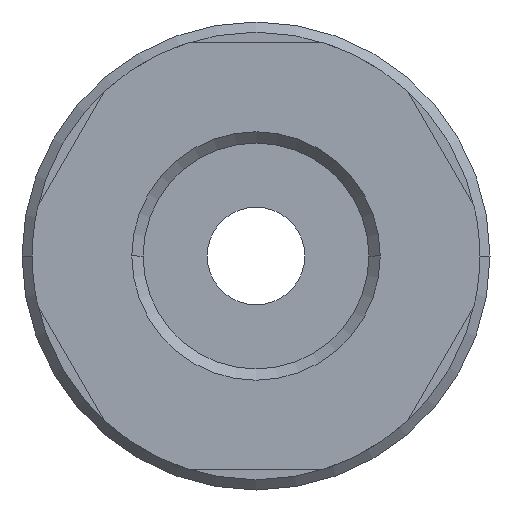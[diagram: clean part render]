
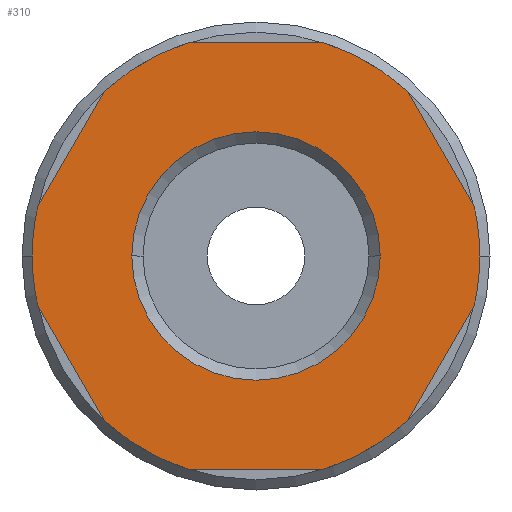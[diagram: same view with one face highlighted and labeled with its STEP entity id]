
A CAD part, front view. The second image highlights one B-rep face of the part: STEP entity #310.
In plain terms, the highlighted planar face has unit normal (0, -1, 0).
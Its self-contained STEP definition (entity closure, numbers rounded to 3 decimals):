
#310=ADVANCED_FACE('',(#639,#640),#641,.T.);
#639=FACE_BOUND('',#978,.T.);
#640=FACE_OUTER_BOUND('',#979,.T.);
#641=PLANE('',#980);
#978=EDGE_LOOP('',(#1771,#1772));
#979=EDGE_LOOP('',(#1773,#1774,#1775,#1776,#1777,#1778,#1779,#1780,#1781,#1782,#1783,#1784,#1785,#1786));
#980=AXIS2_PLACEMENT_3D('',#1787,#1788,#1789);
#1771=ORIENTED_EDGE('',*,*,#1912,.T.);
#1772=ORIENTED_EDGE('',*,*,#2132,.T.);
#1773=ORIENTED_EDGE('',*,*,#2096,.T.);
#1774=ORIENTED_EDGE('',*,*,#1969,.F.);
#1775=ORIENTED_EDGE('',*,*,#2037,.T.);
#1776=ORIENTED_EDGE('',*,*,#1992,.F.);
#1777=ORIENTED_EDGE('',*,*,#2153,.T.);
#1778=ORIENTED_EDGE('',*,*,#2221,.F.);
#1779=ORIENTED_EDGE('',*,*,#1919,.F.);
#1780=ORIENTED_EDGE('',*,*,#2150,.T.);
#1781=ORIENTED_EDGE('',*,*,#1943,.F.);
#1782=ORIENTED_EDGE('',*,*,#2194,.T.);
#1783=ORIENTED_EDGE('',*,*,#2223,.F.);
#1784=ORIENTED_EDGE('',*,*,#2178,.T.);
#1785=ORIENTED_EDGE('',*,*,#2224,.F.);
#1786=ORIENTED_EDGE('',*,*,#2219,.F.);
#1787=CARTESIAN_POINT('',(5.5,0.0,0.0));
#1788=DIRECTION('',(-0.0,-1.0,-0.0));
#1789=DIRECTION('',(-1.0,0.0,0.0));
#1912=EDGE_CURVE('',#2248,#2246,#2249,.T.);
#1919=EDGE_CURVE('',#2259,#2254,#2261,.T.);
#1943=EDGE_CURVE('',#2298,#2293,#2300,.T.);
#1969=EDGE_CURVE('',#2343,#2338,#2345,.T.);
#1992=EDGE_CURVE('',#2383,#2378,#2385,.T.);
#2037=EDGE_CURVE('',#2343,#2378,#2454,.T.);
#2096=EDGE_CURVE('',#2533,#2338,#2534,.T.);
#2132=EDGE_CURVE('',#2246,#2248,#2581,.T.);
#2150=EDGE_CURVE('',#2259,#2293,#2608,.T.);
#2153=EDGE_CURVE('',#2383,#2610,#2612,.T.);
#2178=EDGE_CURVE('',#2639,#2637,#2640,.T.);
#2194=EDGE_CURVE('',#2298,#2657,#2659,.T.);
#2219=EDGE_CURVE('',#2533,#2687,#2689,.T.);
#2221=EDGE_CURVE('',#2254,#2610,#2691,.T.);
#2223=EDGE_CURVE('',#2639,#2657,#2693,.T.);
#2224=EDGE_CURVE('',#2687,#2637,#2694,.T.);
#2246=VERTEX_POINT('',#2716);
#2248=VERTEX_POINT('',#2719);
#2249=CIRCLE('',#2720,6.105);
#2254=VERTEX_POINT('',#2726);
#2259=VERTEX_POINT('',#2732);
#2261=CIRCLE('',#2735,11.0);
#2293=VERTEX_POINT('',#2783);
#2298=VERTEX_POINT('',#2789);
#2300=CIRCLE('',#2792,11.0);
#2338=VERTEX_POINT('',#2877);
#2343=VERTEX_POINT('',#2883);
#2345=CIRCLE('',#2886,11.0);
#2378=VERTEX_POINT('',#2923);
#2383=VERTEX_POINT('',#2929);
#2385=CIRCLE('',#2932,11.0);
#2454=LINE('',#3057,#3058);
#2533=VERTEX_POINT('',#3266);
#2534=LINE('',#3267,#3268);
#2581=CIRCLE('',#3325,6.105);
#2608=LINE('',#3358,#3359);
#2610=VERTEX_POINT('',#3361);
#2612=LINE('',#3364,#3365);
#2637=VERTEX_POINT('',#3416);
#2639=VERTEX_POINT('',#3419);
#2640=LINE('',#3420,#3421);
#2657=VERTEX_POINT('',#3452);
#2659=LINE('',#3455,#3456);
#2687=VERTEX_POINT('',#3501);
#2689=CIRCLE('',#3504,11.0);
#2691=CIRCLE('',#3506,11.0);
#2693=CIRCLE('',#3508,11.0);
#2694=CIRCLE('',#3509,11.0);
#2716=CARTESIAN_POINT('',(6.105,0.0,0.));
#2719=CARTESIAN_POINT('',(-6.105,0.0,0.));
#2720=AXIS2_PLACEMENT_3D('',#3541,#3542,#3543);
#2726=CARTESIAN_POINT('',(11.0,0.0,0.));
#2732=CARTESIAN_POINT('',(10.733,0.0,2.411));
#2735=AXIS2_PLACEMENT_3D('',#3553,#3554,#3555);
#2783=CARTESIAN_POINT('',(7.454,0.0,8.089));
#2789=CARTESIAN_POINT('',(3.279,0.0,10.5));
#2792=AXIS2_PLACEMENT_3D('',#3590,#3591,#3592);
#2877=CARTESIAN_POINT('',(-7.454,0.0,-8.089));
#2883=CARTESIAN_POINT('',(-3.279,0.0,-10.5));
#2886=AXIS2_PLACEMENT_3D('',#3628,#3629,#3630);
#2923=CARTESIAN_POINT('',(3.279,0.0,-10.5));
#2929=CARTESIAN_POINT('',(7.454,0.0,-8.089));
#2932=AXIS2_PLACEMENT_3D('',#3673,#3674,#3675);
#3057=CARTESIAN_POINT('',(2.75,0.0,-10.5));
#3058=VECTOR('',#3739,1.0);
#3266=CARTESIAN_POINT('',(-10.733,0.0,-2.411));
#3267=CARTESIAN_POINT('',(-8.406,0.0,-6.441));
#3268=VECTOR('',#3792,1.0);
#3325=AXIS2_PLACEMENT_3D('',#3851,#3852,#3853);
#3358=CARTESIAN_POINT('',(9.781,0.0,4.059));
#3359=VECTOR('',#3881,1.0);
#3361=CARTESIAN_POINT('',(10.733,0.0,-2.411));
#3364=CARTESIAN_POINT('',(9.781,0.0,-4.059));
#3365=VECTOR('',#3883,1.0);
#3416=CARTESIAN_POINT('',(-10.733,0.0,2.411));
#3419=CARTESIAN_POINT('',(-7.454,0.0,8.089));
#3420=CARTESIAN_POINT('',(-8.406,0.0,6.441));
#3421=VECTOR('',#3910,1.0);
#3452=CARTESIAN_POINT('',(-3.279,0.0,10.5));
#3455=CARTESIAN_POINT('',(2.75,0.0,10.5));
#3456=VECTOR('',#3927,1.0);
#3501=CARTESIAN_POINT('',(-11.0,0.0,0.));
#3504=AXIS2_PLACEMENT_3D('',#3947,#3948,#3949);
#3506=AXIS2_PLACEMENT_3D('',#3950,#3951,#3952);
#3508=AXIS2_PLACEMENT_3D('',#3953,#3954,#3955);
#3509=AXIS2_PLACEMENT_3D('',#3956,#3957,#3958);
#3541=CARTESIAN_POINT('',(0.0,0.0,0.0));
#3542=DIRECTION('',(-0.0,1.0,0.0));
#3543=DIRECTION('',(1.0,0.0,0.0));
#3553=CARTESIAN_POINT('',(0.0,0.0,0.0));
#3554=DIRECTION('',(-0.0,1.0,0.0));
#3555=DIRECTION('',(1.0,0.0,0.0));
#3590=CARTESIAN_POINT('',(0.0,0.0,0.0));
#3591=DIRECTION('',(-0.0,1.0,0.0));
#3592=DIRECTION('',(1.0,0.0,0.0));
#3628=CARTESIAN_POINT('',(0.0,0.0,0.0));
#3629=DIRECTION('',(-0.0,1.0,0.0));
#3630=DIRECTION('',(1.0,0.0,0.0));
#3673=CARTESIAN_POINT('',(0.0,0.0,0.0));
#3674=DIRECTION('',(-0.0,1.0,0.0));
#3675=DIRECTION('',(1.0,0.0,0.0));
#3739=DIRECTION('',(1.0,-0.0,0.0));
#3792=DIRECTION('',(0.5,0.0,-0.866));
#3851=CARTESIAN_POINT('',(0.0,0.0,0.0));
#3852=DIRECTION('',(-0.0,1.0,0.0));
#3853=DIRECTION('',(1.0,0.0,0.0));
#3881=DIRECTION('',(-0.5,0.0,0.866));
#3883=DIRECTION('',(0.5,-0.0,0.866));
#3910=DIRECTION('',(-0.5,0.0,-0.866));
#3927=DIRECTION('',(-1.0,0.0,0.));
#3947=CARTESIAN_POINT('',(0.0,0.0,0.0));
#3948=DIRECTION('',(-0.0,1.0,0.0));
#3949=DIRECTION('',(1.0,0.0,0.0));
#3950=CARTESIAN_POINT('',(0.0,0.0,0.0));
#3951=DIRECTION('',(-0.0,1.0,0.0));
#3952=DIRECTION('',(1.0,0.0,0.0));
#3953=CARTESIAN_POINT('',(0.0,0.0,0.0));
#3954=DIRECTION('',(-0.0,1.0,0.0));
#3955=DIRECTION('',(1.0,0.0,0.0));
#3956=CARTESIAN_POINT('',(0.0,0.0,0.0));
#3957=DIRECTION('',(-0.0,1.0,0.0));
#3958=DIRECTION('',(1.0,0.0,0.0));
